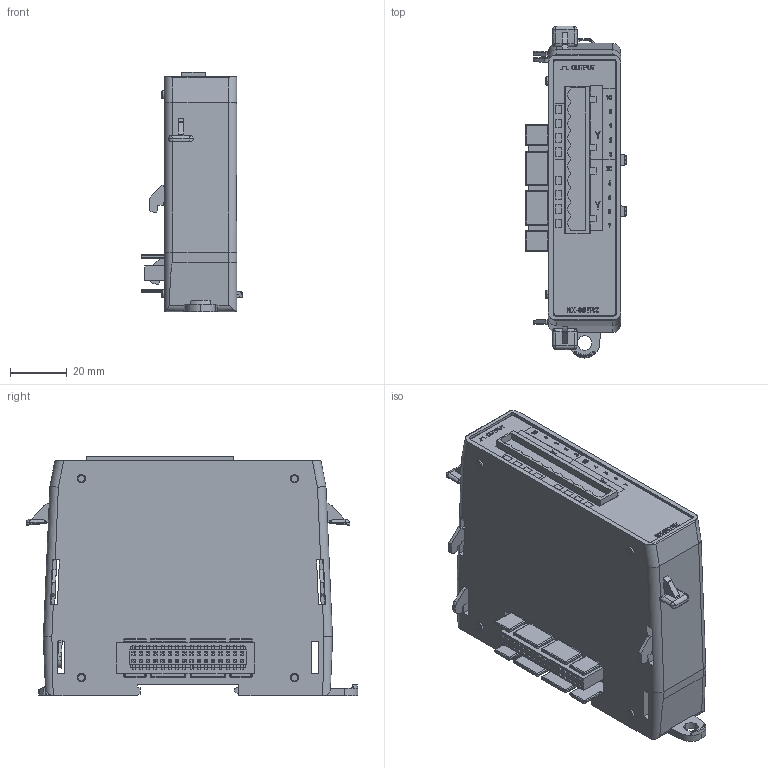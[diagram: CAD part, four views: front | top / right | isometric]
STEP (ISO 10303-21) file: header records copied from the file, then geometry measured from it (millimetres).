
FILE_DESCRIPTION (( 'STEP AP214' ), '1' );
FILE_NAME ('BX-08TRZ door mod 1 comb1 fXT c.STEP', '2020-08-19T16:57:42', ( '' ), ( '' ), 'SwSTEP 2.0', 'SolidWorks 2017', '' );
FILE_SCHEMA (( 'AUTOMOTIVE_DESIGN' ));
Length unit declared in the file: inch
Products named in the file (1): BX-08TRZ door mod 1 comb1 fXT c
Bounding box: 35.57 x 116.5 x 84.09 mm (x, y, z)
Volume: 189936.9 mm3; surface area: 47053.6 mm2
Topology: 26 solids, 35 shells, 3322 faces, 8789 edges, 5625 vertices
Faces by surface type: plane 2530, cylinder 377, bspline 331, torus 41, cone 35, sphere 8
Entity records: 136933 total; most frequent: CARTESIAN_POINT 41563, ORIENTED_EDGE 17550, DIRECTION 14087, EDGE_CURVE 8775, LINE 7087, VECTOR 7087, VERTEX_POINT 5623, EDGE_LOOP 3708
